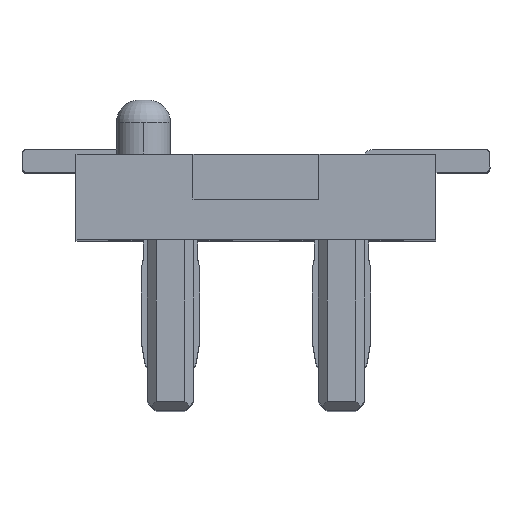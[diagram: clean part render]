
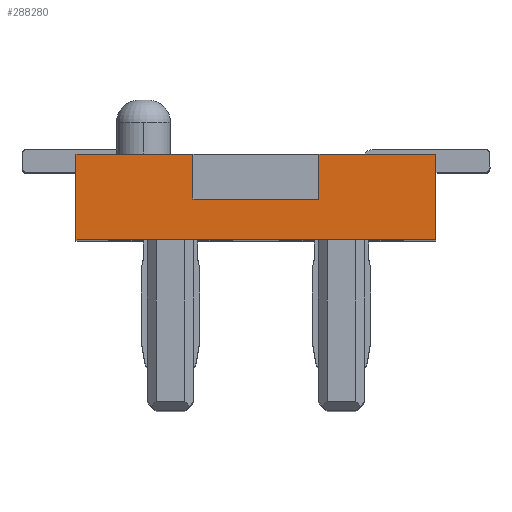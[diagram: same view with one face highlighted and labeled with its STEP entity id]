
A CAD part, top view. The second image highlights one B-rep face of the part: STEP entity #288280.
In plain terms, the highlighted face is planar.
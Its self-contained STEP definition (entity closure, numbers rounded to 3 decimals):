
#5320=CARTESIAN_POINT('',(-96.519,94.799,
-4.45));
#5330=VERTEX_POINT('',#5320);
#5360=CARTESIAN_POINT('',(-93.869,94.799,
-4.45));
#5370=DIRECTION('',(-1.,0.,0.));
#5380=VECTOR('',#5370,1.);
#5390=LINE('',#5360,#5380);
#5400=CARTESIAN_POINT('',(-92.519,94.799,
-4.45));
#5410=VERTEX_POINT('',#5400);
#5420=EDGE_CURVE('',#5410,#5330,#5390,.T.);
#46360=CARTESIAN_POINT('',(-96.519,93.849,
-4.45));
#46370=VERTEX_POINT('',#46360);
#46400=CARTESIAN_POINT('',(-96.519,0.05,
-4.45));
#46410=DIRECTION('',(-0.,-1.,-0.));
#46420=VECTOR('',#46410,1.);
#46430=LINE('',#46400,#46420);
#46440=EDGE_CURVE('',#5330,#46370,#46430,.T.);
#54900=CARTESIAN_POINT('',(-92.519,94.749,
-4.45));
#54910=DIRECTION('',(0.,-1.,0.));
#54920=VECTOR('',#54910,1.);
#54930=LINE('',#54900,#54920);
#54940=CARTESIAN_POINT('',(-92.519,93.849,
-4.45));
#54950=VERTEX_POINT('',#54940);
#54960=EDGE_CURVE('',#5410,#54950,#54930,.T.);
#72120=CARTESIAN_POINT('',(0.,94.349,
-4.45));
#72130=DIRECTION('',(-1.,0.,0.));
#72140=VECTOR('',#72130,1.);
#72150=LINE('',#72120,#72140);
#72160=CARTESIAN_POINT('',(-93.819,94.349,
-4.45));
#72170=VERTEX_POINT('',#72160);
#72180=CARTESIAN_POINT('',(-95.219,94.349,
-4.45));
#72190=VERTEX_POINT('',#72180);
#72200=EDGE_CURVE('',#72170,#72190,#72150,.T.);
#72520=CARTESIAN_POINT('',(-95.219,0.,-4.45));
#72530=DIRECTION('',(0.,-1.,0.));
#72540=VECTOR('',#72530,1.);
#72550=LINE('',#72520,#72540);
#72560=CARTESIAN_POINT('',(-95.219,93.849,
-4.45));
#72570=VERTEX_POINT('',#72560);
#72580=EDGE_CURVE('',#72190,#72570,#72550,.T.);
#72990=CARTESIAN_POINT('',(0.,93.849,-4.45));
#73000=DIRECTION('',(1.,0.,0.));
#73010=VECTOR('',#73000,1.);
#73020=LINE('',#72990,#73010);
#73030=CARTESIAN_POINT('',(-93.819,93.849,
-4.45));
#73040=VERTEX_POINT('',#73030);
#73050=EDGE_CURVE('',#73040,#54950,#73020,.T.);
#73220=EDGE_CURVE('',#46370,#72570,#73020,.T.);
#74240=CARTESIAN_POINT('',(-93.819,0.,-4.45));
#74250=DIRECTION('',(0.,1.,0.));
#74260=VECTOR('',#74250,1.);
#74270=LINE('',#74240,#74260);
#74280=EDGE_CURVE('',#73040,#72170,#74270,.T.);
#288130=CARTESIAN_POINT('',(-94.519,94.399,
-4.45));
#288140=DIRECTION('',(0.,0.,-1.));
#288150=DIRECTION('',(-1.,0.,0.));
#288160=AXIS2_PLACEMENT_3D('',#288130,#288140,#288150);
#288170=PLANE('',#288160);
#288180=ORIENTED_EDGE('',*,*,#5420,.F.);
#288190=ORIENTED_EDGE('',*,*,#46440,.F.);
#288200=ORIENTED_EDGE('',*,*,#73220,.F.);
#288210=ORIENTED_EDGE('',*,*,#72580,.T.);
#288220=ORIENTED_EDGE('',*,*,#72200,.T.);
#288230=ORIENTED_EDGE('',*,*,#74280,.T.);
#288240=ORIENTED_EDGE('',*,*,#73050,.F.);
#288250=ORIENTED_EDGE('',*,*,#54960,.T.);
#288260=EDGE_LOOP('',(#288250,#288240,#288230,#288220,#288210,#288200,
#288190,#288180));
#288270=FACE_OUTER_BOUND('',#288260,.T.);
#288280=ADVANCED_FACE('',(#288270),#288170,.T.);
